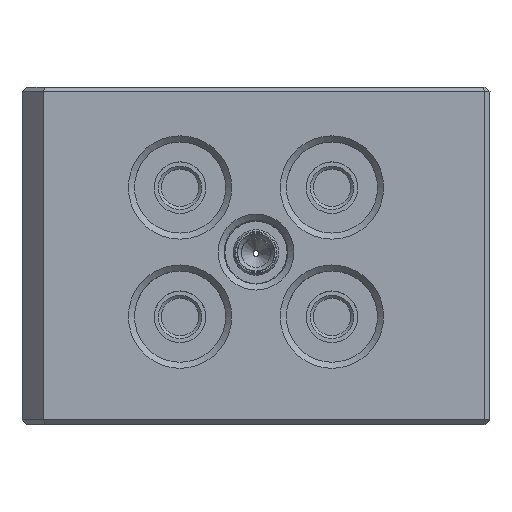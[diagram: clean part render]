
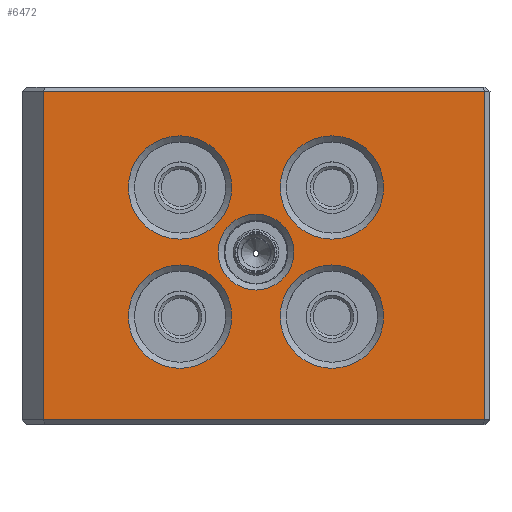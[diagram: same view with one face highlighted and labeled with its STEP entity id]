
A CAD part, top view. The second image highlights one B-rep face of the part: STEP entity #6472.
In plain terms, the highlighted planar face has unit normal (0, 0, 1).
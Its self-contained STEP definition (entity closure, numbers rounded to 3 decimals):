
#440=FACE_BOUND('',#1262,.T.);
#441=FACE_BOUND('',#1263,.T.);
#442=FACE_BOUND('',#1264,.T.);
#443=FACE_BOUND('',#1265,.T.);
#444=FACE_BOUND('',#1266,.T.);
#527=CIRCLE('',#6919,3.4);
#529=CIRCLE('',#6922,3.4);
#531=CIRCLE('',#6925,2.5);
#533=CIRCLE('',#6928,3.4);
#535=CIRCLE('',#6931,3.4);
#834=FACE_OUTER_BOUND('',#1261,.T.);
#1261=EDGE_LOOP('',(#4530,#4531,#4532,#4533));
#1262=EDGE_LOOP('',(#4534));
#1263=EDGE_LOOP('',(#4535));
#1264=EDGE_LOOP('',(#4536));
#1265=EDGE_LOOP('',(#4537));
#1266=EDGE_LOOP('',(#4538));
#1803=LINE('',#9945,#2336);
#1806=LINE('',#9950,#2339);
#1807=LINE('',#9952,#2340);
#1808=LINE('',#9953,#2341);
#2336=VECTOR('',#7836,21.59);
#2339=VECTOR('',#7841,29.044);
#2340=VECTOR('',#7842,21.59);
#2341=VECTOR('',#7843,29.044);
#2847=VERTEX_POINT('',#9805);
#2849=VERTEX_POINT('',#9811);
#2851=VERTEX_POINT('',#9817);
#2853=VERTEX_POINT('',#9823);
#2855=VERTEX_POINT('',#9829);
#2891=VERTEX_POINT('',#9943);
#2892=VERTEX_POINT('',#9944);
#2893=VERTEX_POINT('',#9949);
#2894=VERTEX_POINT('',#9951);
#3460=EDGE_CURVE('',#2847,#2847,#527,.T.);
#3463=EDGE_CURVE('',#2849,#2849,#529,.T.);
#3466=EDGE_CURVE('',#2851,#2851,#531,.T.);
#3469=EDGE_CURVE('',#2853,#2853,#533,.T.);
#3472=EDGE_CURVE('',#2855,#2855,#535,.T.);
#3525=EDGE_CURVE('',#2891,#2892,#1803,.T.);
#3528=EDGE_CURVE('',#2892,#2893,#1806,.T.);
#3529=EDGE_CURVE('',#2893,#2894,#1807,.T.);
#3530=EDGE_CURVE('',#2894,#2891,#1808,.T.);
#4530=ORIENTED_EDGE('',*,*,#3525,.T.);
#4531=ORIENTED_EDGE('',*,*,#3528,.T.);
#4532=ORIENTED_EDGE('',*,*,#3529,.T.);
#4533=ORIENTED_EDGE('',*,*,#3530,.T.);
#4534=ORIENTED_EDGE('',*,*,#3466,.T.);
#4535=ORIENTED_EDGE('',*,*,#3469,.T.);
#4536=ORIENTED_EDGE('',*,*,#3472,.T.);
#4537=ORIENTED_EDGE('',*,*,#3460,.T.);
#4538=ORIENTED_EDGE('',*,*,#3463,.T.);
#6266=PLANE('',#6969);
#6472=ADVANCED_FACE('',(#834,#440,#441,#442,#443,#444),#6266,.F.);
#6919=AXIS2_PLACEMENT_3D('',#9807,#7700,#7701);
#6922=AXIS2_PLACEMENT_3D('',#9813,#7707,#7708);
#6925=AXIS2_PLACEMENT_3D('',#9819,#7714,#7715);
#6928=AXIS2_PLACEMENT_3D('',#9825,#7721,#7722);
#6931=AXIS2_PLACEMENT_3D('',#9831,#7728,#7729);
#6969=AXIS2_PLACEMENT_3D('',#9948,#7839,#7840);
#7700=DIRECTION('center_axis',(0.,0.,-1.));
#7701=DIRECTION('ref_axis',(1.,0.,0.));
#7707=DIRECTION('center_axis',(0.,0.,-1.));
#7708=DIRECTION('ref_axis',(1.,0.,0.));
#7714=DIRECTION('center_axis',(0.,0.,-1.));
#7715=DIRECTION('ref_axis',(1.,0.,0.));
#7721=DIRECTION('center_axis',(0.,0.,-1.));
#7722=DIRECTION('ref_axis',(1.,0.,0.));
#7728=DIRECTION('center_axis',(0.,0.,-1.));
#7729=DIRECTION('ref_axis',(1.,0.,0.));
#7836=DIRECTION('',(0.,-1.,0.));
#7839=DIRECTION('center_axis',(0.,0.,-1.));
#7840=DIRECTION('ref_axis',(1.,0.,0.));
#7841=DIRECTION('',(1.,0.,0.));
#7842=DIRECTION('',(0.,1.,0.));
#7843=DIRECTION('',(-1.,0.,0.));
#9805=CARTESIAN_POINT('',(5.,82.79,-15.75));
#9807=CARTESIAN_POINT('Origin',(5.,86.19,-15.75));
#9811=CARTESIAN_POINT('',(-5.,82.79,-15.75));
#9813=CARTESIAN_POINT('Origin',(-5.,86.19,-15.75));
#9817=CARTESIAN_POINT('',(0.,87.94,-15.75));
#9819=CARTESIAN_POINT('Origin',(0.,90.44,-15.75));
#9823=CARTESIAN_POINT('',(-5.,91.29,-15.75));
#9825=CARTESIAN_POINT('Origin',(-5.,94.69,-15.75));
#9829=CARTESIAN_POINT('',(5.,91.29,-15.75));
#9831=CARTESIAN_POINT('Origin',(5.,94.69,-15.75));
#9943=CARTESIAN_POINT('',(-14.,100.989,-15.75));
#9944=CARTESIAN_POINT('',(-14.,79.4,-15.75));
#9945=CARTESIAN_POINT('',(-14.,100.989,-15.75));
#9948=CARTESIAN_POINT('Origin',(-14.,134.817,-15.75));
#9949=CARTESIAN_POINT('',(15.045,79.4,-15.75));
#9950=CARTESIAN_POINT('',(-14.,79.4,-15.75));
#9951=CARTESIAN_POINT('',(15.045,100.989,-15.75));
#9952=CARTESIAN_POINT('',(15.045,79.4,-15.75));
#9953=CARTESIAN_POINT('',(15.045,100.989,-15.75));
